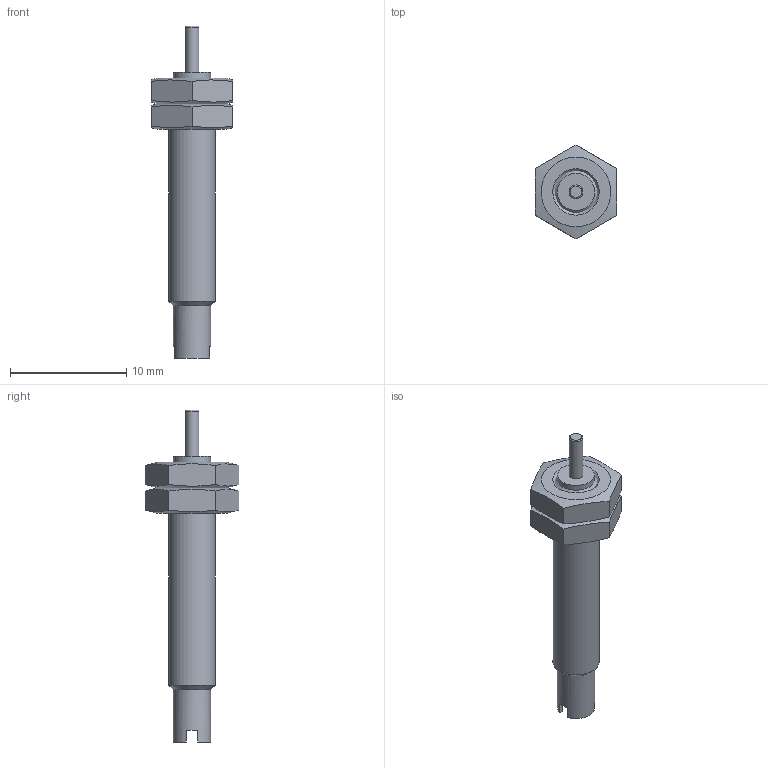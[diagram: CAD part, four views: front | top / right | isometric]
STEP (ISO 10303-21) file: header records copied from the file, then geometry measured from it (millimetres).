
FILE_DESCRIPTION(/* description */ ('STEP AP214'),/* implementation_level */ '2;1');
FILE_NAME(/* name */ '8119993_DYSS-2-4-Y1F-F1A',/* time_stamp */ '2024-08-23T16:23:08+02:00',/* author */ ('License CC BY-ND 4.0'),/* organization */ ('CADENAS'),/* preprocessor_version */ 'ST-DEVELOPER v19.3',/* originating_system */ 'PARTsolutions',/* authorisation */ ' ');
FILE_SCHEMA (('FEATURE_BASED_PROCESS_PLANNING','AUTOMOTIVE_DESIGN {1 0 10303 214 3 1 1}'));
Length unit declared in the file: millimetre
Products named in the file (3): 8119993 DYSS-2-4-Y1F-F1A---(1_0_2.2_0); 8119985 DYSS-2-4-Y1F-F1A---(1_0_2.2); 384150 B-M4x0.5-DSM-12
Assembly tree (3 placements, depth 2):
  8119993 DYSS-2-4-Y1F-F1A---(1_0_2.2_0)
    8119985 DYSS-2-4-Y1F-F1A---(1_0_2.2)
    384150 B-M4x0.5-DSM-12  x2
Bounding box: 7 x 8.08 x 28.6 mm (x, y, z)
Volume: 424.5 mm3; surface area: 599.5 mm2
Topology: 3 solids, 3 shells, 44 faces, 102 edges, 65 vertices
Faces by surface type: plane 25, cone 10, cylinder 8, torus 1
Full cylindrical faces by diameter (mm): 1.2 x1, 3.2 x2, 3.242 x2, 4 x1
Entity records: 887 total; most frequent: CARTESIAN_POINT 173, DIRECTION 136, ORIENTED_EDGE 112, AXIS2_PLACEMENT_3D 57, EDGE_CURVE 56, EDGE_LOOP 46, FACE_BOUND 46, VERTEX_POINT 42
